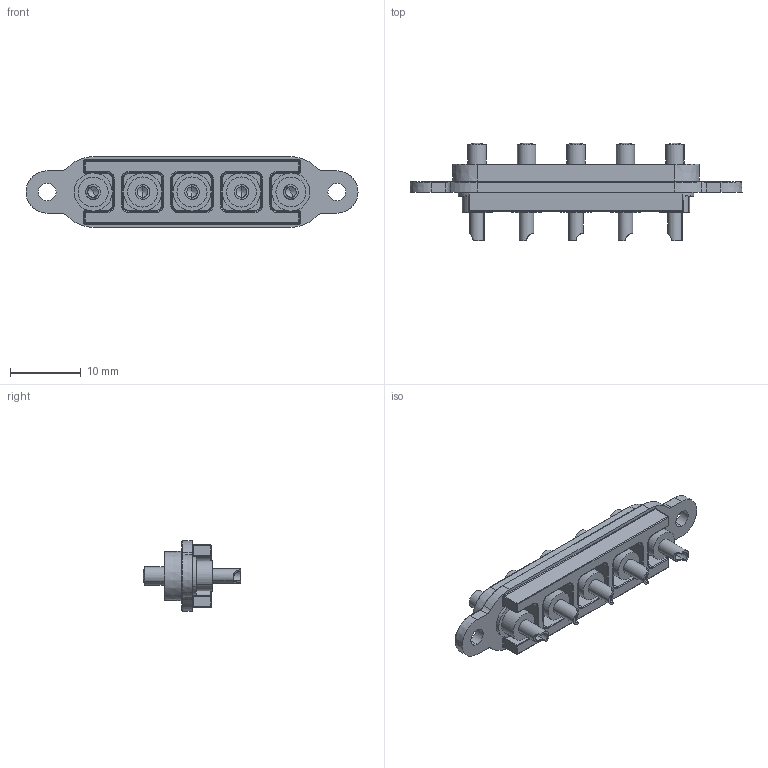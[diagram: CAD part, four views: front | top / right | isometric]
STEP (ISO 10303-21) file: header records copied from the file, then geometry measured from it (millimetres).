
FILE_DESCRIPTION (( 'STEP AP214' ), '1' );
FILE_NAME ('UEBK-30300_2018_02_14.STEP', '2018-03-02T12:53:28', ( '' ), ( '' ), 'SwSTEP 2.0', 'SolidWorks 2017', '' );
FILE_SCHEMA (( 'AUTOMOTIVE_DESIGN' ));
Length unit declared in the file: millimetre
Products named in the file (3): UEBK-30300_2018_02_14; UEBK-30304_2017_09_14; UEBK-30300-Gehäuse_1
Assembly tree (6 placements, depth 2):
  UEBK-30300_2018_02_14
    UEBK-30300-Gehäuse_1
    UEBK-30304_2017_09_14  x5
Bounding box: 47 x 13.8 x 10 mm (x, y, z)
Volume: 1837.7 mm3; surface area: 2567.7 mm2
Topology: 6 solids, 6 shells, 416 faces, 949 edges, 550 vertices
Faces by surface type: cylinder 181, bspline 78, cone 72, plane 64, torus 15, sphere 6
Entity records: 12278 total; most frequent: CARTESIAN_POINT 3041, ORIENTED_EDGE 1282, DIRECTION 1248, EDGE_CURVE 641, AXIS2_PLACEMENT_3D 499, VERTEX_POINT 374, EDGE_LOOP 303, UNCERTAINTY_MEASURE_WITH_UNIT 287
